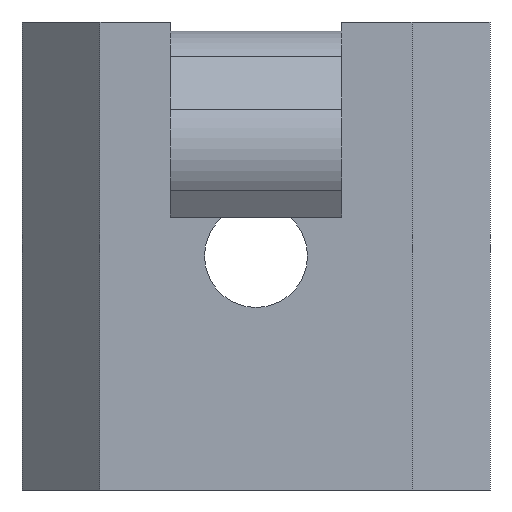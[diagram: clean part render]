
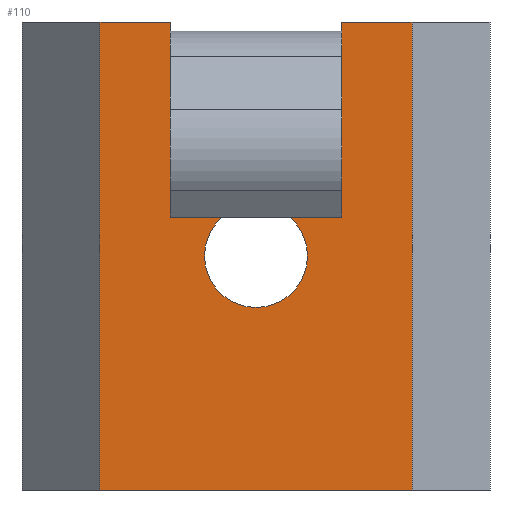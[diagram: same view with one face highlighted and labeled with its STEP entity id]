
A CAD part, front view. The second image highlights one B-rep face of the part: STEP entity #110.
In plain terms, the highlighted planar face has unit normal (0, -1, 0).
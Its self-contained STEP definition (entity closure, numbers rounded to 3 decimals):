
#12 = EDGE_CURVE ( 'NONE', #141, #1024, #919, .T. ) ;
#17 = DIRECTION ( 'NONE',  ( -1., 0., 0. ) ) ;
#40 = CARTESIAN_POINT ( 'NONE',  ( 2.75, -6., 14.7 ) ) ;
#58 = DIRECTION ( 'NONE',  ( -1., 0., 0. ) ) ;
#66 = DIRECTION ( 'NONE',  ( 0., 0., 1. ) ) ;
#68 = VERTEX_POINT ( 'NONE', #743 ) ;
#70 = CIRCLE ( 'NONE', #458, 1.65 ) ;
#89 = VECTOR ( 'NONE', #58, 1000. ) ;
#92 = ORIENTED_EDGE ( 'NONE', *, *, #1034, .F. ) ;
#100 = CIRCLE ( 'NONE', #844, 1.65 ) ;
#102 = VERTEX_POINT ( 'NONE', #662 ) ;
#110 = ADVANCED_FACE ( 'NONE', ( #1155, #255 ), #371, .F. ) ;
#120 = DIRECTION ( 'NONE',  ( 0., -1., 0. ) ) ;
#126 = CARTESIAN_POINT ( 'NONE',  ( 5., -6., 15. ) ) ;
#141 = VERTEX_POINT ( 'NONE', #581 ) ;
#142 = EDGE_CURVE ( 'NONE', #938, #399, #385, .T. ) ;
#156 = VERTEX_POINT ( 'NONE', #773 ) ;
#164 = LINE ( 'NONE', #211, #580 ) ;
#178 = DIRECTION ( 'NONE',  ( 0., 0., -1. ) ) ;
#211 = CARTESIAN_POINT ( 'NONE',  ( 5., -6., 14.5 ) ) ;
#241 = CARTESIAN_POINT ( 'NONE',  ( 5., -6., 15. ) ) ;
#251 = VECTOR ( 'NONE', #988, 1000. ) ;
#255 = FACE_BOUND ( 'NONE', #1045, .T. ) ;
#266 = CARTESIAN_POINT ( 'NONE',  ( -5., -6., 15. ) ) ;
#269 = DIRECTION ( 'NONE',  ( 1., 0., 0. ) ) ;
#283 = ORIENTED_EDGE ( 'NONE', *, *, #435, .T. ) ;
#294 = DIRECTION ( 'NONE',  ( 0., 0., 1. ) ) ;
#297 = CARTESIAN_POINT ( 'NONE',  ( 0., -6., 7.5 ) ) ;
#303 = DIRECTION ( 'NONE',  ( 0., 1., 0. ) ) ;
#304 = EDGE_CURVE ( 'NONE', #938, #726, #526, .T. ) ;
#312 = DIRECTION ( 'NONE',  ( 1., 0., 0. ) ) ;
#318 = EDGE_CURVE ( 'NONE', #399, #141, #765, .T. ) ;
#327 = CARTESIAN_POINT ( 'NONE',  ( 5., -6., 15. ) ) ;
#330 = CARTESIAN_POINT ( 'NONE',  ( 2.75, -6., 15. ) ) ;
#343 = CARTESIAN_POINT ( 'NONE',  ( -2.75, -6., 12.5 ) ) ;
#347 = CARTESIAN_POINT ( 'NONE',  ( 2.75, -6., 15. ) ) ;
#354 = CARTESIAN_POINT ( 'NONE',  ( -5., -6., 15. ) ) ;
#355 = VECTOR ( 'NONE', #269, 1000. ) ;
#365 = CARTESIAN_POINT ( 'NONE',  ( -2.75, -6., 15. ) ) ;
#371 = PLANE ( 'NONE',  #518 ) ;
#383 = ORIENTED_EDGE ( 'NONE', *, *, #605, .T. ) ;
#384 = ORIENTED_EDGE ( 'NONE', *, *, #832, .F. ) ;
#385 = LINE ( 'NONE', #126, #1085 ) ;
#399 = VERTEX_POINT ( 'NONE', #327 ) ;
#435 = EDGE_CURVE ( 'NONE', #805, #495, #1099, .T. ) ;
#458 = AXIS2_PLACEMENT_3D ( 'NONE', #297, #120, #294 ) ;
#465 = EDGE_CURVE ( 'NONE', #494, #495, #606, .T. ) ;
#474 = CARTESIAN_POINT ( 'NONE',  ( 2.75, -6., 12.5 ) ) ;
#486 = EDGE_LOOP ( 'NONE', ( #759, #283, #682, #92, #631, #849, #823, #1129, #383, #777 ) ) ;
#494 = VERTEX_POINT ( 'NONE', #354 ) ;
#495 = VERTEX_POINT ( 'NONE', #541 ) ;
#512 = CARTESIAN_POINT ( 'NONE',  ( -2.75, -6., 14.7 ) ) ;
#517 = CARTESIAN_POINT ( 'NONE',  ( 0., -6., 7.5 ) ) ;
#518 = AXIS2_PLACEMENT_3D ( 'NONE', #757, #303, #17 ) ;
#526 = LINE ( 'NONE', #347, #251 ) ;
#541 = CARTESIAN_POINT ( 'NONE',  ( -2.75, -6., 15. ) ) ;
#553 = EDGE_CURVE ( 'NONE', #156, #102, #70, .T. ) ;
#580 = VECTOR ( 'NONE', #751, 1000. ) ;
#581 = CARTESIAN_POINT ( 'NONE',  ( 5., -6., 0. ) ) ;
#594 = DIRECTION ( 'NONE',  ( 0., 0., -1. ) ) ;
#595 = LINE ( 'NONE', #343, #642 ) ;
#605 = EDGE_CURVE ( 'NONE', #726, #857, #900, .T. ) ;
#606 = LINE ( 'NONE', #741, #355 ) ;
#610 = DIRECTION ( 'NONE',  ( 0., -1., 0. ) ) ;
#631 = ORIENTED_EDGE ( 'NONE', *, *, #12, .F. ) ;
#642 = VECTOR ( 'NONE', #178, 1000. ) ;
#651 = EDGE_CURVE ( 'NONE', #68, #857, #164, .T. ) ;
#655 = DIRECTION ( 'NONE',  ( 0., 0., 1. ) ) ;
#659 = VECTOR ( 'NONE', #670, 1000. ) ;
#662 = CARTESIAN_POINT ( 'NONE',  ( 0., -6., 9.15 ) ) ;
#670 = DIRECTION ( 'NONE',  ( 0., 0., -1. ) ) ;
#682 = ORIENTED_EDGE ( 'NONE', *, *, #465, .F. ) ;
#726 = VERTEX_POINT ( 'NONE', #40 ) ;
#741 = CARTESIAN_POINT ( 'NONE',  ( 5., -6., 15. ) ) ;
#743 = CARTESIAN_POINT ( 'NONE',  ( -2.75, -6., 14.5 ) ) ;
#751 = DIRECTION ( 'NONE',  ( 1., 0., 0. ) ) ;
#757 = CARTESIAN_POINT ( 'NONE',  ( 5., -6., 15. ) ) ;
#759 = ORIENTED_EDGE ( 'NONE', *, *, #963, .F. ) ;
#765 = LINE ( 'NONE', #241, #977 ) ;
#768 = VECTOR ( 'NONE', #903, 1000. ) ;
#773 = CARTESIAN_POINT ( 'NONE',  ( 0., -6., 5.85 ) ) ;
#777 = ORIENTED_EDGE ( 'NONE', *, *, #651, .F. ) ;
#805 = VERTEX_POINT ( 'NONE', #512 ) ;
#823 = ORIENTED_EDGE ( 'NONE', *, *, #142, .F. ) ;
#832 = EDGE_CURVE ( 'NONE', #102, #156, #100, .T. ) ;
#844 = AXIS2_PLACEMENT_3D ( 'NONE', #517, #610, #66 ) ;
#849 = ORIENTED_EDGE ( 'NONE', *, *, #318, .F. ) ;
#857 = VERTEX_POINT ( 'NONE', #1143 ) ;
#885 = ORIENTED_EDGE ( 'NONE', *, *, #553, .F. ) ;
#891 = LINE ( 'NONE', #266, #768 ) ;
#900 = LINE ( 'NONE', #474, #659 ) ;
#903 = DIRECTION ( 'NONE',  ( 0., 0., 1. ) ) ;
#919 = LINE ( 'NONE', #1049, #89 ) ;
#938 = VERTEX_POINT ( 'NONE', #330 ) ;
#963 = EDGE_CURVE ( 'NONE', #805, #68, #595, .T. ) ;
#977 = VECTOR ( 'NONE', #594, 1000. ) ;
#988 = DIRECTION ( 'NONE',  ( 0., 0., -1. ) ) ;
#1024 = VERTEX_POINT ( 'NONE', #1077 ) ;
#1034 = EDGE_CURVE ( 'NONE', #1024, #494, #891, .T. ) ;
#1045 = EDGE_LOOP ( 'NONE', ( #384, #885 ) ) ;
#1049 = CARTESIAN_POINT ( 'NONE',  ( 5., -6., 0. ) ) ;
#1073 = VECTOR ( 'NONE', #655, 1000. ) ;
#1077 = CARTESIAN_POINT ( 'NONE',  ( -5., -6., 0. ) ) ;
#1085 = VECTOR ( 'NONE', #312, 1000. ) ;
#1099 = LINE ( 'NONE', #365, #1073 ) ;
#1129 = ORIENTED_EDGE ( 'NONE', *, *, #304, .T. ) ;
#1143 = CARTESIAN_POINT ( 'NONE',  ( 2.75, -6., 14.5 ) ) ;
#1155 = FACE_OUTER_BOUND ( 'NONE', #486, .T. ) ;
